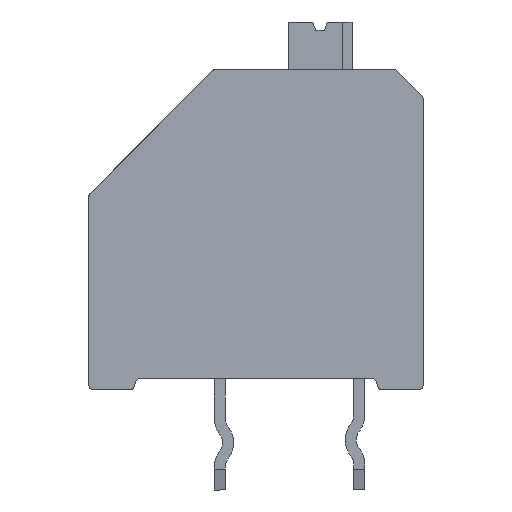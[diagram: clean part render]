
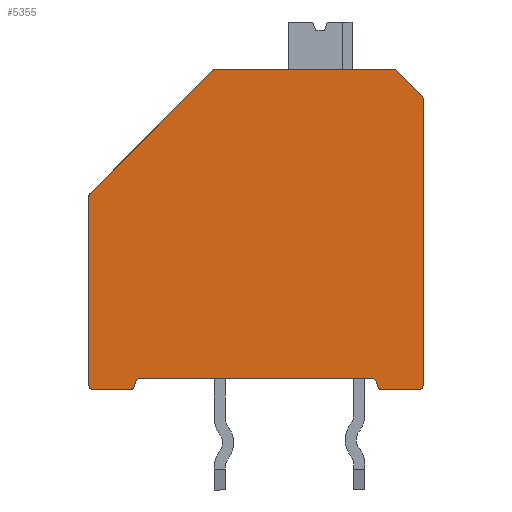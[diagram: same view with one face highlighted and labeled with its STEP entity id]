
A CAD part, front view. The second image highlights one B-rep face of the part: STEP entity #5355.
In plain terms, the highlighted planar face has unit normal (0, -1, 0).
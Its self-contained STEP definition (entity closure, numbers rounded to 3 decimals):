
#204=PLANE('',#5766);
#325=CIRCLE('',#5656,0.17);
#326=CIRCLE('',#5660,0.17);
#328=CIRCLE('',#5664,0.17);
#330=CIRCLE('',#5668,0.17);
#332=CIRCLE('',#5672,0.17);
#334=CIRCLE('',#5676,0.17);
#336=CIRCLE('',#5680,0.17);
#338=CIRCLE('',#5684,0.17);
#340=CIRCLE('',#5688,0.17);
#342=CIRCLE('',#5692,0.17);
#1459=ORIENTED_EDGE('',*,*,#1874,.T.);
#1460=ORIENTED_EDGE('',*,*,#1881,.F.);
#1461=ORIENTED_EDGE('',*,*,#1860,.F.);
#1462=ORIENTED_EDGE('',*,*,#1936,.F.);
#1463=ORIENTED_EDGE('',*,*,#1933,.T.);
#1464=ORIENTED_EDGE('',*,*,#1930,.F.);
#1465=ORIENTED_EDGE('',*,*,#1927,.T.);
#1466=ORIENTED_EDGE('',*,*,#1924,.F.);
#1467=ORIENTED_EDGE('',*,*,#1921,.T.);
#1468=ORIENTED_EDGE('',*,*,#1918,.T.);
#1469=ORIENTED_EDGE('',*,*,#1915,.T.);
#1470=ORIENTED_EDGE('',*,*,#1908,.T.);
#1471=ORIENTED_EDGE('',*,*,#1905,.T.);
#1472=ORIENTED_EDGE('',*,*,#1902,.F.);
#1473=ORIENTED_EDGE('',*,*,#1899,.T.);
#1474=ORIENTED_EDGE('',*,*,#1896,.F.);
#1475=ORIENTED_EDGE('',*,*,#1893,.T.);
#1476=ORIENTED_EDGE('',*,*,#1890,.F.);
#1477=ORIENTED_EDGE('',*,*,#1887,.F.);
#1478=ORIENTED_EDGE('',*,*,#1884,.F.);
#1860=EDGE_CURVE('',#2293,#2294,#2659,.T.);
#1874=EDGE_CURVE('',#2308,#2307,#2672,.T.);
#1881=EDGE_CURVE('',#2294,#2307,#325,.F.);
#1884=EDGE_CURVE('',#2308,#2315,#326,.F.);
#1887=EDGE_CURVE('',#2315,#2317,#2679,.T.);
#1890=EDGE_CURVE('',#2317,#2319,#328,.F.);
#1893=EDGE_CURVE('',#2321,#2319,#2683,.T.);
#1896=EDGE_CURVE('',#2321,#2323,#330,.F.);
#1899=EDGE_CURVE('',#2325,#2323,#2687,.T.);
#1902=EDGE_CURVE('',#2325,#2327,#332,.F.);
#1905=EDGE_CURVE('',#2329,#2327,#2691,.T.);
#1908=EDGE_CURVE('',#2331,#2329,#334,.F.);
#1915=EDGE_CURVE('',#2337,#2331,#2699,.T.);
#1918=EDGE_CURVE('',#2339,#2337,#336,.F.);
#1921=EDGE_CURVE('',#2341,#2339,#2703,.T.);
#1924=EDGE_CURVE('',#2341,#2343,#338,.F.);
#1927=EDGE_CURVE('',#2345,#2343,#2707,.T.);
#1930=EDGE_CURVE('',#2345,#2347,#340,.F.);
#1933=EDGE_CURVE('',#2349,#2347,#2711,.T.);
#1936=EDGE_CURVE('',#2349,#2293,#342,.F.);
#2293=VERTEX_POINT('',#7740);
#2294=VERTEX_POINT('',#7742);
#2307=VERTEX_POINT('',#7769);
#2308=VERTEX_POINT('',#7771);
#2315=VERTEX_POINT('',#7790);
#2317=VERTEX_POINT('',#7796);
#2319=VERTEX_POINT('',#7802);
#2321=VERTEX_POINT('',#7808);
#2323=VERTEX_POINT('',#7814);
#2325=VERTEX_POINT('',#7820);
#2327=VERTEX_POINT('',#7826);
#2329=VERTEX_POINT('',#7832);
#2331=VERTEX_POINT('',#7838);
#2337=VERTEX_POINT('',#7852);
#2339=VERTEX_POINT('',#7858);
#2341=VERTEX_POINT('',#7864);
#2343=VERTEX_POINT('',#7870);
#2345=VERTEX_POINT('',#7876);
#2347=VERTEX_POINT('',#7882);
#2349=VERTEX_POINT('',#7888);
#2659=LINE('',#7741,#3033);
#2672=LINE('',#7770,#3046);
#2679=LINE('',#7795,#3053);
#2683=LINE('',#7807,#3057);
#2687=LINE('',#7819,#3061);
#2691=LINE('',#7831,#3065);
#2699=LINE('',#7851,#3073);
#2703=LINE('',#7863,#3077);
#2707=LINE('',#7875,#3081);
#2711=LINE('',#7887,#3085);
#3033=VECTOR('',#6574,1000.);
#3046=VECTOR('',#6591,1000.);
#3053=VECTOR('',#6616,1000.);
#3057=VECTOR('',#6628,1000.);
#3061=VECTOR('',#6640,1000.);
#3065=VECTOR('',#6652,1000.);
#3073=VECTOR('',#6668,1000.);
#3077=VECTOR('',#6680,1000.);
#3081=VECTOR('',#6692,1000.);
#3085=VECTOR('',#6704,1000.);
#3380=EDGE_LOOP('',(#1459,#1460,#1461,#1462,#1463,#1464,#1465,#1466,#1467,
#1468,#1469,#1470,#1471,#1472,#1473,#1474,#1475,#1476,#1477,#1478));
#3604=FACE_BOUND('',#3380,.T.);
#5355=ADVANCED_FACE('',(#3604),#204,.T.);
#5656=AXIS2_PLACEMENT_3D('',#7784,#6601,#6602);
#5660=AXIS2_PLACEMENT_3D('',#7789,#6609,#6610);
#5664=AXIS2_PLACEMENT_3D('',#7801,#6621,#6622);
#5668=AXIS2_PLACEMENT_3D('',#7813,#6633,#6634);
#5672=AXIS2_PLACEMENT_3D('',#7825,#6645,#6646);
#5676=AXIS2_PLACEMENT_3D('',#7837,#6657,#6658);
#5680=AXIS2_PLACEMENT_3D('',#7857,#6673,#6674);
#5684=AXIS2_PLACEMENT_3D('',#7869,#6685,#6686);
#5688=AXIS2_PLACEMENT_3D('',#7881,#6697,#6698);
#5692=AXIS2_PLACEMENT_3D('',#7893,#6709,#6710);
#5766=AXIS2_PLACEMENT_3D('',#8120,#6926,#6927);
#6574=DIRECTION('',(0.707,0.,0.707));
#6591=DIRECTION('',(-1.,0.,0.));
#6601=DIRECTION('',(0.,-1.,0.));
#6602=DIRECTION('',(0.,0.,-1.));
#6609=DIRECTION('',(0.,-1.,0.));
#6610=DIRECTION('',(0.,0.,-1.));
#6616=DIRECTION('',(0.707,0.,-0.707));
#6621=DIRECTION('',(0.,-1.,0.));
#6622=DIRECTION('',(0.,0.,-1.));
#6628=DIRECTION('',(0.,0.,1.));
#6633=DIRECTION('',(0.,-1.,0.));
#6634=DIRECTION('',(0.,0.,-1.));
#6640=DIRECTION('',(1.,0.,0.));
#6645=DIRECTION('',(0.,-1.,0.));
#6646=DIRECTION('',(0.,0.,-1.));
#6652=DIRECTION('',(0.259,0.,-0.966));
#6657=DIRECTION('',(0.,-1.,0.));
#6658=DIRECTION('',(0.,0.,-1.));
#6668=DIRECTION('',(1.,0.,0.));
#6673=DIRECTION('',(0.,-1.,0.));
#6674=DIRECTION('',(0.,0.,-1.));
#6680=DIRECTION('',(0.259,0.,0.966));
#6685=DIRECTION('',(0.,-1.,0.));
#6686=DIRECTION('',(0.,0.,-1.));
#6692=DIRECTION('',(1.,0.,0.));
#6697=DIRECTION('',(0.,-1.,0.));
#6698=DIRECTION('',(0.,0.,-1.));
#6704=DIRECTION('',(0.,0.,-1.));
#6709=DIRECTION('',(0.,-1.,0.));
#6710=DIRECTION('',(0.,0.,-1.));
#6926=DIRECTION('',(0.,-1.,0.));
#6927=DIRECTION('',(0.,0.,-1.));
#7740=CARTESIAN_POINT('',(0.05,-1.75,6.88));
#7741=CARTESIAN_POINT('',(1.847,-1.75,8.677));
#7742=CARTESIAN_POINT('',(4.45,-1.75,11.28));
#7769=CARTESIAN_POINT('',(4.57,-1.75,11.33));
#7770=CARTESIAN_POINT('',(12.,-1.75,11.33));
#7771=CARTESIAN_POINT('',(10.93,-1.75,11.33));
#7784=CARTESIAN_POINT('',(4.57,-1.75,11.16));
#7789=CARTESIAN_POINT('',(10.93,-1.75,11.16));
#7790=CARTESIAN_POINT('',(11.05,-1.75,11.28));
#7795=CARTESIAN_POINT('',(11.5,-1.75,10.83));
#7796=CARTESIAN_POINT('',(11.95,-1.75,10.38));
#7801=CARTESIAN_POINT('',(11.83,-1.75,10.26));
#7802=CARTESIAN_POINT('',(12.,-1.75,10.26));
#7807=CARTESIAN_POINT('',(12.,-1.75,-0.17));
#7808=CARTESIAN_POINT('',(12.,-1.75,0.));
#7813=CARTESIAN_POINT('',(11.83,-1.75,0.));
#7814=CARTESIAN_POINT('',(11.83,-1.75,-0.17));
#7819=CARTESIAN_POINT('',(0.,-1.75,-0.17));
#7820=CARTESIAN_POINT('',(10.53,-1.75,-0.17));
#7825=CARTESIAN_POINT('',(10.53,-1.75,0.));
#7826=CARTESIAN_POINT('',(10.366,-1.75,-0.044));
#7831=CARTESIAN_POINT('',(10.774,-1.75,-1.566));
#7832=CARTESIAN_POINT('',(10.327,-1.75,0.104));
#7837=CARTESIAN_POINT('',(10.162,-1.75,0.06));
#7838=CARTESIAN_POINT('',(10.162,-1.75,0.23));
#7851=CARTESIAN_POINT('',(10.493,-1.75,0.23));
#7852=CARTESIAN_POINT('',(1.838,-1.75,0.23));
#7857=CARTESIAN_POINT('',(1.838,-1.75,0.06));
#7858=CARTESIAN_POINT('',(1.673,-1.75,0.104));
#7863=CARTESIAN_POINT('',(1.707,-1.75,0.23));
#7864=CARTESIAN_POINT('',(1.634,-1.75,-0.044));
#7869=CARTESIAN_POINT('',(1.47,-1.75,0.));
#7870=CARTESIAN_POINT('',(1.47,-1.75,-0.17));
#7875=CARTESIAN_POINT('',(0.,-1.75,-0.17));
#7876=CARTESIAN_POINT('',(0.17,-1.75,-0.17));
#7881=CARTESIAN_POINT('',(0.17,-1.75,0.));
#7882=CARTESIAN_POINT('',(0.,-1.75,0.));
#7887=CARTESIAN_POINT('',(0.,-1.75,11.33));
#7888=CARTESIAN_POINT('',(0.,-1.75,6.76));
#7893=CARTESIAN_POINT('',(0.17,-1.75,6.76));
#8120=CARTESIAN_POINT('',(0.,-1.75,0.));
